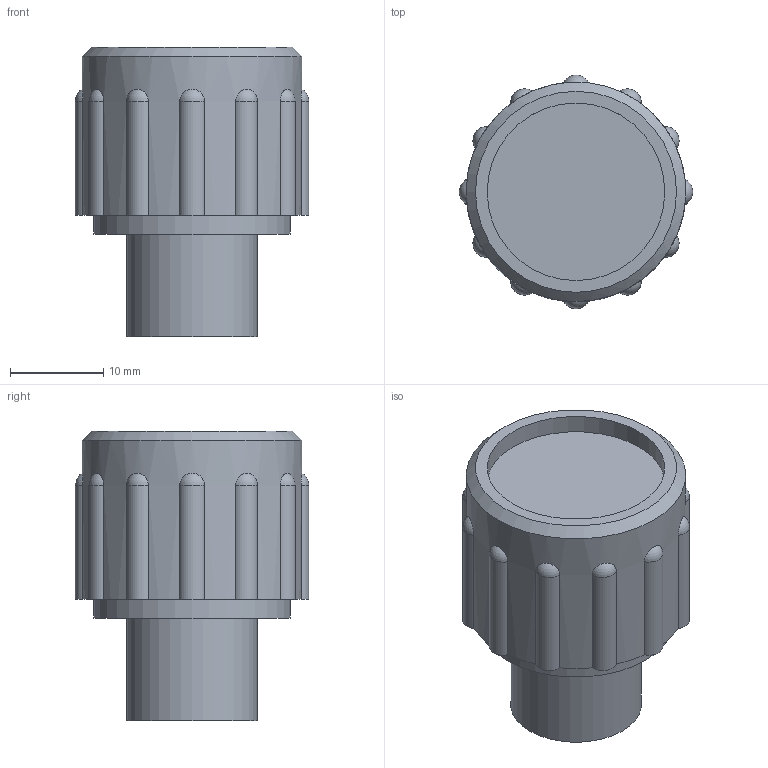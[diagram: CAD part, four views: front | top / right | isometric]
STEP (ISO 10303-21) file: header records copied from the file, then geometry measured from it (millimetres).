
FILE_DESCRIPTION( ( 'Unknown' ), '1' );
FILE_NAME( '6313005_TA1.stp', 'Unknown', ( 'Unknown' ), ( 'Unknown' ), 'PSStep 14.0', 'Unknown', ' ' );
FILE_SCHEMA( ( 'AUTOMOTIVE_DESIGN { 1 0 10303 214 1 1 1 1 }' ) );
Length unit declared in the file: millimetre
Products named in the file (1): 6313005
Bounding box: 24.99 x 24.99 x 31 mm (x, y, z)
Volume: 9690.5 mm3; surface area: 3133.8 mm2
Topology: 1 solids, 1 shells, 36 faces, 90 edges, 60 vertices
Faces by surface type: cylinder 17, sphere 12, plane 6, cone 1
Full cylindrical faces by diameter (mm): 4 x1, 14 x1, 19 x1, 21 x1, 23.5 x1
Entity records: 1608 total; most frequent: CARTESIAN_POINT 453, DIRECTION 190, ORIENTED_EDGE 164, AXIS2_PLACEMENT_3D 83, EDGE_CURVE 82, VERTEX_POINT 58, EDGE_LOOP 46, CIRCLE 46
